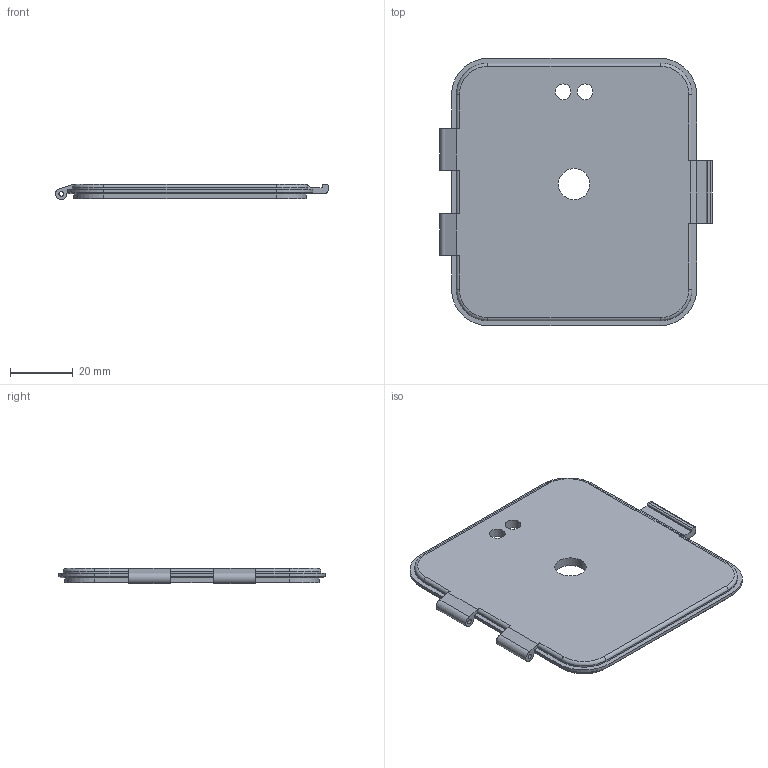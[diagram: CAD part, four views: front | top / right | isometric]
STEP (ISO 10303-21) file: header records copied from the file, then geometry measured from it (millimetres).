
FILE_DESCRIPTION(/* description */ (''),/* implementation_level */ '2;1');
FILE_NAME(/* name */ 'Front_senseBe_rev4_enclosure_V5.step',/* time_stamp */ '2019-11-01T15:11:04+06:00',/* author */ (''),/* organization */ (''),/* preprocessor_version */ 'ST-DEVELOPER v18',/* originating_system */ 'Autodesk Translation Framework v8.9.1.1155',/* authorisation */ '');
FILE_SCHEMA (('AUTOMOTIVE_DESIGN { 1 0 10303 214 3 1 1 }'));
Length unit declared in the file: millimetre
Products named in the file (1): senseBe_rev4_enclosure_V3
Bounding box: 86.8 x 85 x 4.8 mm (x, y, z)
Volume: 20075.8 mm3; surface area: 16197.8 mm2
Topology: 1 solids, 1 shells, 121 faces, 323 edges, 210 vertices
Faces by surface type: plane 77, cylinder 36, cone 4, torus 4
Full cylindrical faces by diameter (mm): 1.5 x2, 5 x2, 10 x1
Entity records: 3805 total; most frequent: CARTESIAN_POINT 655, DIRECTION 647, ORIENTED_EDGE 646, EDGE_CURVE 323, LINE 243, VECTOR 243, VERTEX_POINT 210, AXIS2_PLACEMENT_3D 202
